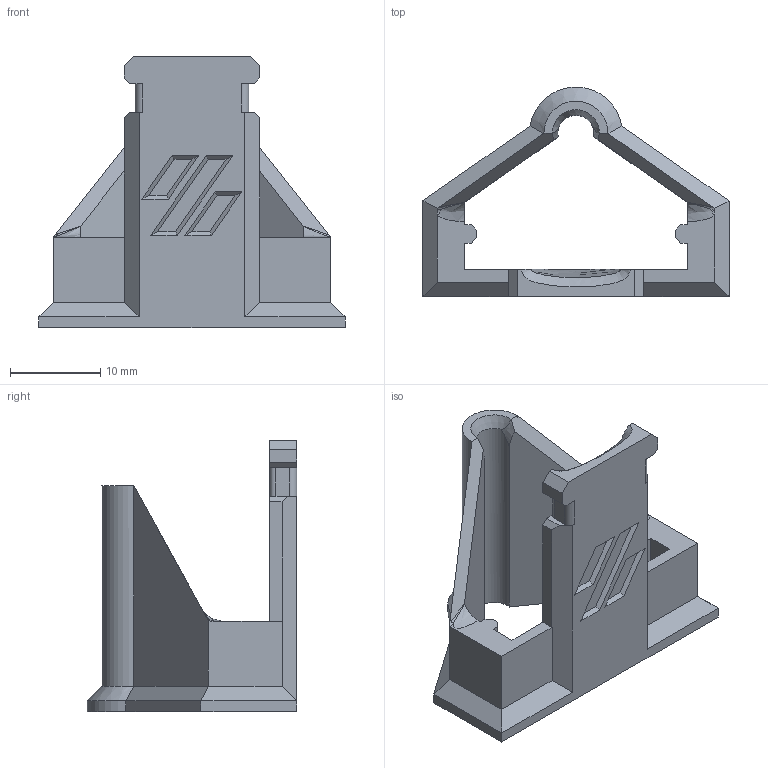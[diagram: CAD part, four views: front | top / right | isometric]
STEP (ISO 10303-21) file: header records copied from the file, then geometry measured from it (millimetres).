
FILE_DESCRIPTION(/* description */ (''),/* implementation_level */ '2;1');
FILE_NAME(/* name */ 'v0.2 Sturdy PTFE & Umbilical Strain Relief v10.step',/* time_stamp */ '2023-06-18T14:26:56+12:00',/* author */ (''),/* organization */ (''),/* preprocessor_version */ 'ST-DEVELOPER v19.2',/* originating_system */ 'Autodesk Translation Framework v12.6.0.85',/* authorisation */ '');
FILE_SCHEMA (('AUTOMOTIVE_DESIGN { 1 0 10303 214 3 1 1 }'));
Length unit declared in the file: millimetre
Products named in the file (1): v0.2 Sturdy PTFE & Umbilical Strain Relief
Bounding box: 33.89 x 23.2 x 30 mm (x, y, z)
Volume: 3031.7 mm3; surface area: 3547.9 mm2
Topology: 1 solids, 1 shells, 97 faces, 260 edges, 167 vertices
Faces by surface type: plane 76, bspline 12, cylinder 7, cone 2
Entity records: 3663 total; most frequent: CARTESIAN_POINT 1292, ORIENTED_EDGE 520, DIRECTION 421, EDGE_CURVE 260, LINE 201, VECTOR 201, VERTEX_POINT 167, AXIS2_PLACEMENT_3D 110
